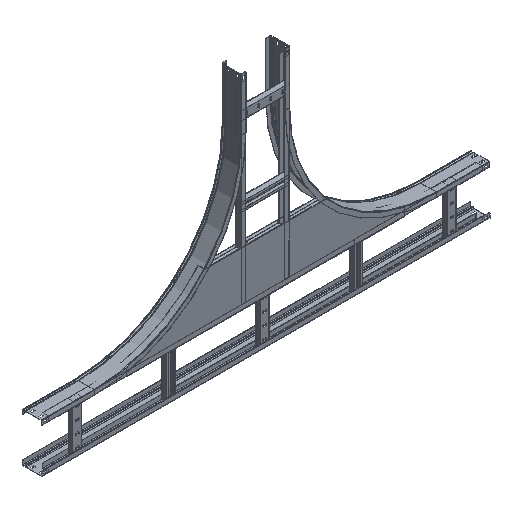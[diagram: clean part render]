
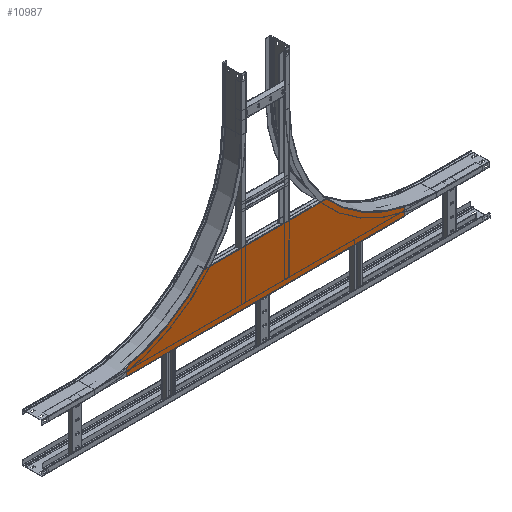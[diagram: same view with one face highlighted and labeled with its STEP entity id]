
A CAD part, isometric view. The second image highlights one B-rep face of the part: STEP entity #10987.
In plain terms, the highlighted planar face has unit normal (0, -1, 0).
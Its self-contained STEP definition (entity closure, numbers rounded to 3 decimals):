
#83 = DIRECTION ( 'NONE',  ( 0., -1., 0. ) ) ;
#178 = DIRECTION ( 'NONE',  ( 0., -1., 0. ) ) ;
#306 = CARTESIAN_POINT ( 'NONE',  ( 564.128, -1.2, -359.478 ) ) ;
#395 = VECTOR ( 'NONE', #5434, 1000. ) ;
#737 = CARTESIAN_POINT ( 'NONE',  ( -699.927, -1.2, 226.8 ) ) ;
#906 = AXIS2_PLACEMENT_3D ( 'NONE', #4887, #8786, #8963 ) ;
#1052 = VECTOR ( 'NONE', #11413, 1000. ) ;
#1060 = EDGE_CURVE ( 'NONE', #4829, #3668, #8854, .T. ) ;
#1480 = ORIENTED_EDGE ( 'NONE', *, *, #4094, .T. ) ;
#1650 = DIRECTION ( 'NONE',  ( 0., 1., 0. ) ) ;
#1653 = LINE ( 'NONE', #6426, #395 ) ;
#2623 = VERTEX_POINT ( 'NONE', #12513 ) ;
#3025 = VECTOR ( 'NONE', #8426, 1000. ) ;
#3172 = EDGE_CURVE ( 'NONE', #2623, #7677, #12232, .T. ) ;
#3200 = CARTESIAN_POINT ( 'NONE',  ( -890.5, -1.2, -393.2 ) ) ;
#3309 = VERTEX_POINT ( 'NONE', #7789 ) ;
#3377 = ORIENTED_EDGE ( 'NONE', *, *, #7471, .T. ) ;
#3668 = VERTEX_POINT ( 'NONE', #306 ) ;
#3899 = DIRECTION ( 'NONE',  ( -1., 0., 0. ) ) ;
#3917 = AXIS2_PLACEMENT_3D ( 'NONE', #11468, #178, #10305 ) ;
#4094 = EDGE_CURVE ( 'NONE', #9685, #7677, #5895, .T. ) ;
#4220 = CARTESIAN_POINT ( 'NONE',  ( 568., -1.2, -393.2 ) ) ;
#4299 = CARTESIAN_POINT ( 'NONE',  ( 250.301, -1.2, -173.2 ) ) ;
#4374 = CIRCLE ( 'NONE', #3917, 601.8 ) ;
#4567 = ORIENTED_EDGE ( 'NONE', *, *, #5664, .T. ) ;
#4829 = VERTEX_POINT ( 'NONE', #11092 ) ;
#4887 = CARTESIAN_POINT ( 'NONE',  ( -563., -1.2, -364.349 ) ) ;
#5434 = DIRECTION ( 'NONE',  ( 0., 0., -1. ) ) ;
#5516 = AXIS2_PLACEMENT_3D ( 'NONE', #12356, #10399, #10451 ) ;
#5664 = EDGE_CURVE ( 'NONE', #3309, #8188, #11778, .T. ) ;
#5857 = DIRECTION ( 'NONE',  ( 0., 0., 1. ) ) ;
#5892 = ORIENTED_EDGE ( 'NONE', *, *, #3172, .F. ) ;
#5895 = LINE ( 'NONE', #11126, #10308 ) ;
#6122 = FACE_OUTER_BOUND ( 'NONE', #10086, .T. ) ;
#6183 = CARTESIAN_POINT ( 'NONE',  ( -250.301, -1.2, -173.2 ) ) ;
#6426 = CARTESIAN_POINT ( 'NONE',  ( 568., -1.2, -395.4 ) ) ;
#6460 = LINE ( 'NONE', #3200, #1052 ) ;
#7332 = CIRCLE ( 'NONE', #906, 5. ) ;
#7350 = AXIS2_PLACEMENT_3D ( 'NONE', #737, #1650, #5857 ) ;
#7471 = EDGE_CURVE ( 'NONE', #2623, #3309, #7332, .T. ) ;
#7677 = VERTEX_POINT ( 'NONE', #6183 ) ;
#7789 = CARTESIAN_POINT ( 'NONE',  ( -568., -1.2, -364.349 ) ) ;
#7952 = ORIENTED_EDGE ( 'NONE', *, *, #12208, .F. ) ;
#8188 = VERTEX_POINT ( 'NONE', #10036 ) ;
#8194 = AXIS2_PLACEMENT_3D ( 'NONE', #12247, #83, #12378 ) ;
#8426 = DIRECTION ( 'NONE',  ( 0., 0., -1. ) ) ;
#8554 = CARTESIAN_POINT ( 'NONE',  ( -568., -1.2, 226.8 ) ) ;
#8666 = PLANE ( 'NONE',  #7350 ) ;
#8786 = DIRECTION ( 'NONE',  ( 0., -1., 0. ) ) ;
#8854 = CIRCLE ( 'NONE', #8194, 5. ) ;
#8963 = DIRECTION ( 'NONE',  ( 0., 0., 1. ) ) ;
#9369 = ORIENTED_EDGE ( 'NONE', *, *, #9602, .F. ) ;
#9536 = VERTEX_POINT ( 'NONE', #4220 ) ;
#9602 = EDGE_CURVE ( 'NONE', #4829, #9536, #1653, .T. ) ;
#9685 = VERTEX_POINT ( 'NONE', #4299 ) ;
#10036 = CARTESIAN_POINT ( 'NONE',  ( -568., -1.2, -393.2 ) ) ;
#10086 = EDGE_LOOP ( 'NONE', ( #5892, #3377, #4567, #10378, #9369, #11249, #7952, #1480 ) ) ;
#10305 = DIRECTION ( 'NONE',  ( 0., 0., -1. ) ) ;
#10308 = VECTOR ( 'NONE', #3899, 1000. ) ;
#10378 = ORIENTED_EDGE ( 'NONE', *, *, #12279, .F. ) ;
#10399 = DIRECTION ( 'NONE',  ( 0., -1., 0. ) ) ;
#10451 = DIRECTION ( 'NONE',  ( 0., 0., 1. ) ) ;
#10987 = ADVANCED_FACE ( 'NONE', ( #6122 ), #8666, .F. ) ;
#11092 = CARTESIAN_POINT ( 'NONE',  ( 568., -1.2, -364.349 ) ) ;
#11126 = CARTESIAN_POINT ( 'NONE',  ( -560., -1.2, -173.2 ) ) ;
#11249 = ORIENTED_EDGE ( 'NONE', *, *, #1060, .T. ) ;
#11413 = DIRECTION ( 'NONE',  ( -1., 0., 0. ) ) ;
#11468 = CARTESIAN_POINT ( 'NONE',  ( 699.927, -1.2, 226.8 ) ) ;
#11778 = LINE ( 'NONE', #8554, #3025 ) ;
#12208 = EDGE_CURVE ( 'NONE', #9685, #3668, #4374, .T. ) ;
#12232 = CIRCLE ( 'NONE', #5516, 601.8 ) ;
#12247 = CARTESIAN_POINT ( 'NONE',  ( 563., -1.2, -364.349 ) ) ;
#12279 = EDGE_CURVE ( 'NONE', #9536, #8188, #6460, .T. ) ;
#12356 = CARTESIAN_POINT ( 'NONE',  ( -699.927, -1.2, 226.8 ) ) ;
#12378 = DIRECTION ( 'NONE',  ( 0., 0., 1. ) ) ;
#12513 = CARTESIAN_POINT ( 'NONE',  ( -564.128, -1.2, -359.478 ) ) ;
